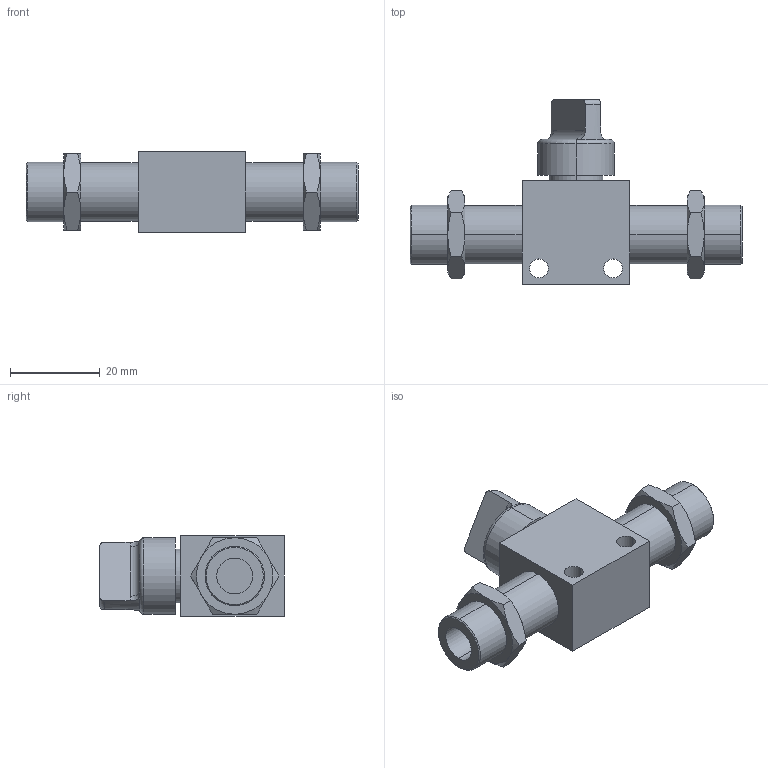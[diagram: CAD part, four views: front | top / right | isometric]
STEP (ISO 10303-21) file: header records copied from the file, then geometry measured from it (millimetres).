
FILE_DESCRIPTION (( 'STEP AP214' ), '1' );
FILE_NAME ('VHK3-02S-02S.step.step', '2012-08-02T01:00:15', ( 'sysadmin' ), ( 'solidworks' ), 'SwSTEP 2.0', 'SolidWorks 2012', '' );
FILE_SCHEMA (( 'AUTOMOTIVE_DESIGN' ));
Length unit declared in the file: millimetre
Products named in the file (4): VHK3-02S-02S.step_VHK Knob_Std; VHK3-02S-02S.step_VHK PipeFit_02; VHK3-02S-02S.step_VHKBody_02-02; VHK3-02S-02S.step
Assembly tree (4 placements, depth 2):
  VHK3-02S-02S.step
    VHK3-02S-02S.step_VHKBody_02-02
    VHK3-02S-02S.step_VHK Knob_Std
    VHK3-02S-02S.step_VHK PipeFit_02  x2
Bounding box: 73.8 x 41 x 18 mm (x, y, z)
Volume: 15910 mm3; surface area: 8906.3 mm2
Topology: 4 solids, 4 shells, 99 faces, 218 edges, 134 vertices
Faces by surface type: plane 35, cylinder 28, cone 28, torus 4, bspline 4
Entity records: 2930 total; most frequent: CARTESIAN_POINT 653, DIRECTION 336, ORIENTED_EDGE 320, EDGE_CURVE 160, AXIS2_PLACEMENT_3D 143, VERTEX_POINT 100, EDGE_LOOP 84, FACE_OUTER_BOUND 72
